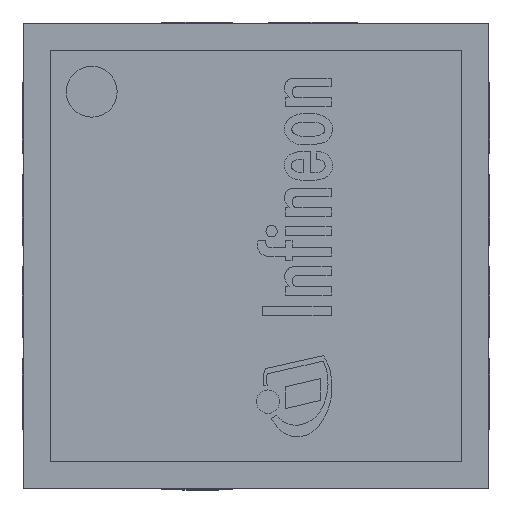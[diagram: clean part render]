
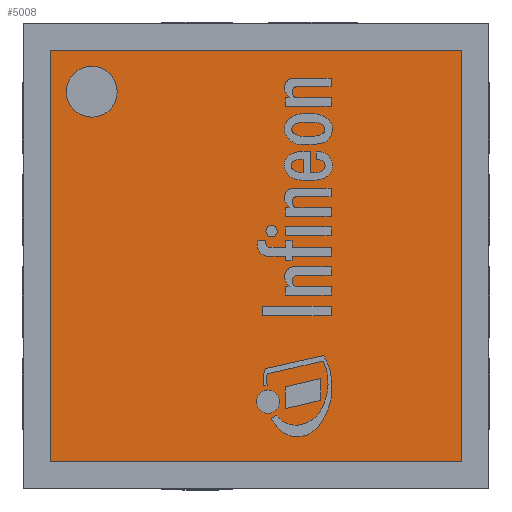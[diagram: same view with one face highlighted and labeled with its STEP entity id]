
A CAD part, top view. The second image highlights one B-rep face of the part: STEP entity #5008.
In plain terms, the highlighted planar face has unit normal (0, 0, 1).
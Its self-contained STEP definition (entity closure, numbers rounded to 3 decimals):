
#73=FACE_BOUND('',#465,.T.);
#79=CIRCLE('',#5332,0.179);
#166=FACE_OUTER_BOUND('',#464,.T.);
#464=EDGE_LOOP('',(#3333,#3334,#3335,#3336));
#465=EDGE_LOOP('',(#3337));
#770=LINE('',#6912,#1439);
#774=LINE('',#6919,#1443);
#777=LINE('',#6925,#1446);
#779=LINE('',#6928,#1448);
#1439=VECTOR('',#5655,1000.);
#1443=VECTOR('',#5661,1000.);
#1446=VECTOR('',#5666,1000.);
#1448=VECTOR('',#5670,1000.);
#2102=VERTEX_POINT('',#6901);
#2105=VERTEX_POINT('',#6909);
#2106=VERTEX_POINT('',#6911);
#2108=VERTEX_POINT('',#6917);
#2110=VERTEX_POINT('',#6923);
#2585=EDGE_CURVE('',#2102,#2102,#79,.T.);
#2588=EDGE_CURVE('',#2106,#2105,#770,.T.);
#2592=EDGE_CURVE('',#2105,#2108,#774,.T.);
#2595=EDGE_CURVE('',#2108,#2110,#777,.T.);
#2597=EDGE_CURVE('',#2110,#2106,#779,.T.);
#3333=ORIENTED_EDGE('',*,*,#2588,.T.);
#3334=ORIENTED_EDGE('',*,*,#2592,.T.);
#3335=ORIENTED_EDGE('',*,*,#2595,.T.);
#3336=ORIENTED_EDGE('',*,*,#2597,.T.);
#3337=ORIENTED_EDGE('',*,*,#2585,.T.);
#4733=PLANE('',#5338);
#5008=ADVANCED_FACE('',(#166,#73),#4733,.T.);
#5332=AXIS2_PLACEMENT_3D('',#6903,#5647,#5648);
#5338=AXIS2_PLACEMENT_3D('',#6929,#5671,#5672);
#5647=DIRECTION('center_axis',(0.,0.,-1.));
#5648=DIRECTION('ref_axis',(-1.,0.,0.));
#5655=DIRECTION('',(0.,1.,0.));
#5661=DIRECTION('',(-1.,0.,0.));
#5666=DIRECTION('',(0.,-1.,0.));
#5670=DIRECTION('',(1.,0.,0.));
#5671=DIRECTION('center_axis',(0.,0.,1.));
#5672=DIRECTION('ref_axis',(1.,0.,0.));
#6901=CARTESIAN_POINT('',(-0.979,1.157,0.75));
#6903=CARTESIAN_POINT('Origin',(-1.158,1.157,0.75));
#6909=CARTESIAN_POINT('',(1.45,1.45,0.75));
#6911=CARTESIAN_POINT('',(1.45,-1.45,0.75));
#6912=CARTESIAN_POINT('',(1.45,1.45,0.75));
#6917=CARTESIAN_POINT('',(-1.45,1.45,0.75));
#6919=CARTESIAN_POINT('',(-1.45,1.45,0.75));
#6923=CARTESIAN_POINT('',(-1.45,-1.45,0.75));
#6925=CARTESIAN_POINT('',(-1.45,1.45,0.75));
#6928=CARTESIAN_POINT('',(-1.45,-1.45,0.75));
#6929=CARTESIAN_POINT('Origin',(0.,0.,0.75));
